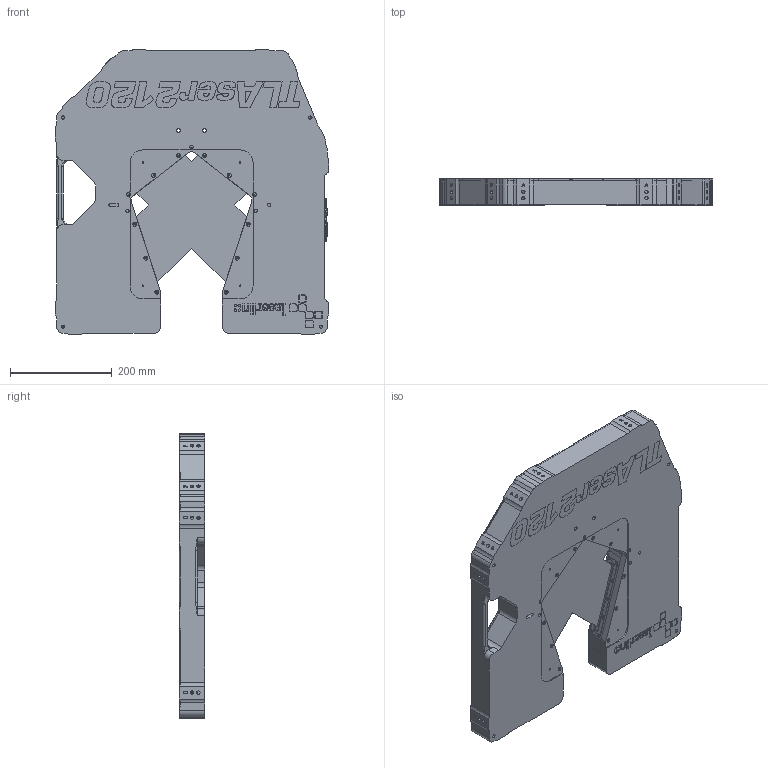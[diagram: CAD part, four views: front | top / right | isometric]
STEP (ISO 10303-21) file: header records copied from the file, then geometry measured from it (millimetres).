
FILE_DESCRIPTION (( 'STEP AP214' ), '1' );
FILE_NAME ('02120-01 TLAser2120 Dual-Axis Micrometer.STEP', '2014-10-02T15:58:22', ( 'Mark' ), ( '' ), 'SwSTEP 2.0', 'SolidWorks 2014', '' );
FILE_SCHEMA (( 'AUTOMOTIVE_DESIGN' ));
Length unit declared in the file: inch
Products named in the file (1): 02120-01 TLAser2120 Dual-Axis Micrometer
Bounding box: 536.58 x 50.8 x 558.8 mm (x, y, z)
Surface area: 716089.3 mm2 (no closed solid volume)
Topology: 0 solids, 350 shells, 1605 faces, 8150 edges, 6649 vertices
Faces by surface type: plane 859, cone 369, cylinder 259, torus 80, bspline 30, sphere 8
Entity records: 109137 total; most frequent: CARTESIAN_POINT 27020, DIRECTION 12109, ORIENTED_EDGE 10526, EDGE_CURVE 8085, VERTEX_POINT 6649, VECTOR 4355, LINE 4355, AXIS2_PLACEMENT_3D 3877
